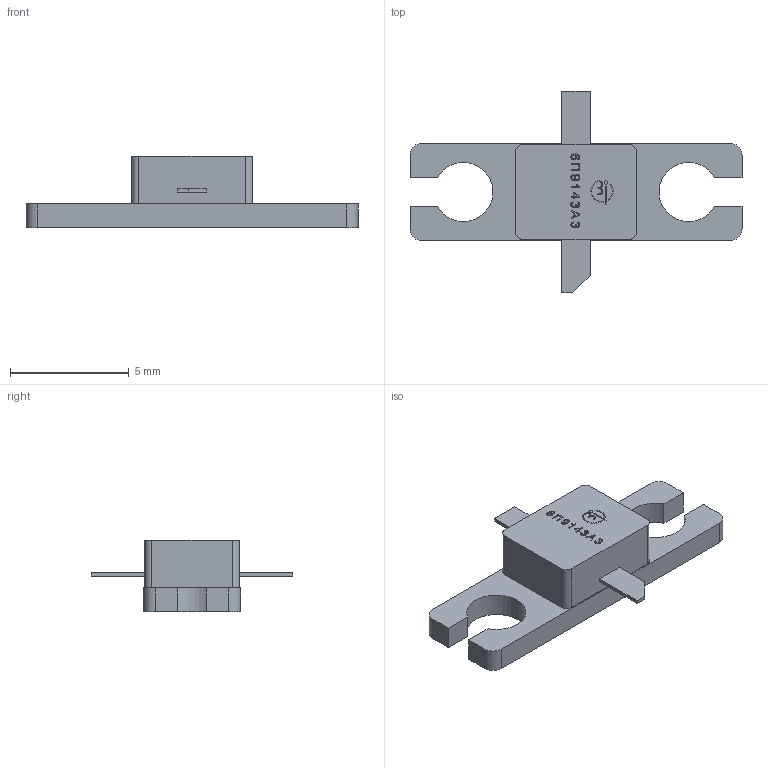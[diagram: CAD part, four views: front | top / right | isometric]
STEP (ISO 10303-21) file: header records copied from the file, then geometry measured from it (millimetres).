
FILE_DESCRIPTION(('STEP AP242'), '1');
FILE_NAME('6Ï9143À3', '', ('UNSPECIFIED'), ('UNSPECIFIED'), 'C3D Converter', 'C3D Toolkit', '');
FILE_SCHEMA(('AP242_MANAGED_MODEL_BASED_3D_ENGINEERING_MIM_LF { 1 0 10303 442 1 1 4 }'));
Length unit declared in the file: millimetre
Bounding box: 14 x 8.5 x 3 mm (x, y, z)
Volume: 86.3 mm3; surface area: 187.6 mm2
Topology: 1 solids, 1 shells, 240 faces, 663 edges, 442 vertices
Faces by surface type: extrusion 114, plane 101, cylinder 25
Full cylindrical faces by diameter (mm): 0.158 x1
Entity records: 9715 total; most frequent: CARTESIAN_POINT 2029, ORIENTED_EDGE 1324, DIRECTION 852, EDGE_CURVE 662, VECTOR 498, VERTEX_POINT 442, LINE 384, B_SPLINE_CURVE_WITH_KNOTS 342
